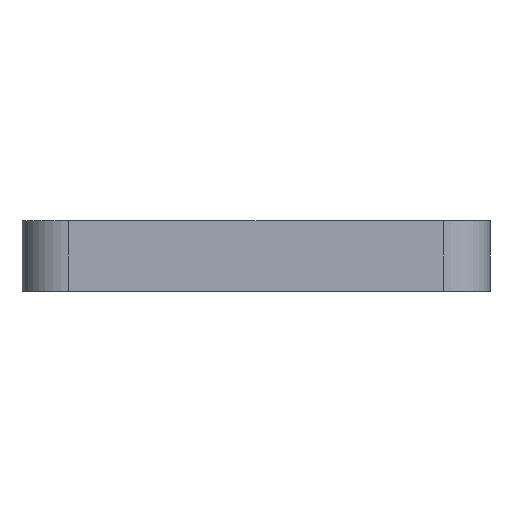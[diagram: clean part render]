
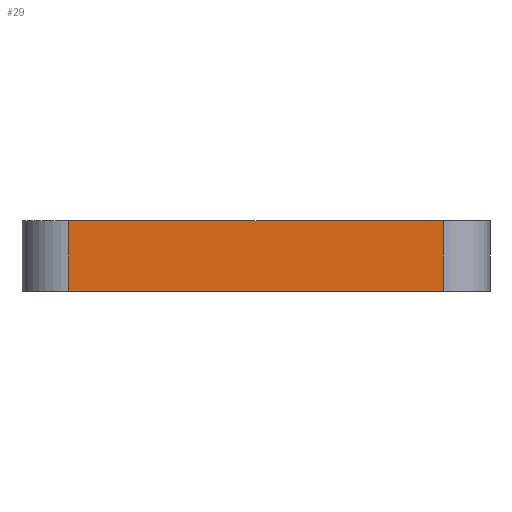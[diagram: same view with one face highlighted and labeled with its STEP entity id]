
A CAD part, front view. The second image highlights one B-rep face of the part: STEP entity #29.
In plain terms, the highlighted planar face has unit normal (0, -1, 0).
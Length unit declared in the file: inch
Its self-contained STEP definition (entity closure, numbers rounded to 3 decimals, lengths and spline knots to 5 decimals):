
#29 = ADVANCED_FACE ( 'NONE', ( #1909 ), #162, .F. ) ;
#76 = VECTOR ( 'NONE', #1825, 39.37008 ) ;
#101 = ORIENTED_EDGE ( 'NONE', *, *, #1992, .F. ) ;
#162 = PLANE ( 'NONE',  #1738 ) ;
#339 = DIRECTION ( 'NONE',  ( 0., 0., 1. ) ) ;
#366 = DIRECTION ( 'NONE',  ( 0., 1., 0. ) ) ;
#426 = LINE ( 'NONE', #1814, #548 ) ;
#548 = VECTOR ( 'NONE', #599, 39.37008 ) ;
#594 = CARTESIAN_POINT ( 'NONE',  ( 1., -1.6875, 0.375 ) ) ;
#599 = DIRECTION ( 'NONE',  ( 0., 0., -1. ) ) ;
#605 = LINE ( 'NONE', #1483, #1951 ) ;
#633 = VERTEX_POINT ( 'NONE', #1487 ) ;
#700 = LINE ( 'NONE', #729, #2129 ) ;
#719 = ORIENTED_EDGE ( 'NONE', *, *, #1486, .F. ) ;
#729 = CARTESIAN_POINT ( 'NONE',  ( -1., -1.6875, 0. ) ) ;
#731 = ORIENTED_EDGE ( 'NONE', *, *, #1282, .F. ) ;
#1091 = EDGE_CURVE ( 'NONE', #1919, #2134, #426, .T. ) ;
#1249 = ORIENTED_EDGE ( 'NONE', *, *, #1091, .F. ) ;
#1282 = EDGE_CURVE ( 'NONE', #2134, #633, #2197, .T. ) ;
#1382 = VERTEX_POINT ( 'NONE', #1910 ) ;
#1403 = DIRECTION ( 'NONE',  ( 0., 0., 1. ) ) ;
#1483 = CARTESIAN_POINT ( 'NONE',  ( 1.06299, -1.6875, 0.375 ) ) ;
#1486 = EDGE_CURVE ( 'NONE', #633, #1382, #700, .T. ) ;
#1487 = CARTESIAN_POINT ( 'NONE',  ( -1., -1.6875, 0. ) ) ;
#1536 = CARTESIAN_POINT ( 'NONE',  ( 1.06299, -1.6875, 0. ) ) ;
#1538 = EDGE_LOOP ( 'NONE', ( #719, #731, #1249, #101 ) ) ;
#1619 = DIRECTION ( 'NONE',  ( 1., 0., 0. ) ) ;
#1738 = AXIS2_PLACEMENT_3D ( 'NONE', #1536, #366, #339 ) ;
#1814 = CARTESIAN_POINT ( 'NONE',  ( 1., -1.6875, 0. ) ) ;
#1825 = DIRECTION ( 'NONE',  ( -1., 0., 0. ) ) ;
#1837 = CARTESIAN_POINT ( 'NONE',  ( 1.06299, -1.6875, 0. ) ) ;
#1909 = FACE_OUTER_BOUND ( 'NONE', #1538, .T. ) ;
#1910 = CARTESIAN_POINT ( 'NONE',  ( -1., -1.6875, 0.375 ) ) ;
#1919 = VERTEX_POINT ( 'NONE', #594 ) ;
#1951 = VECTOR ( 'NONE', #1619, 39.37008 ) ;
#1992 = EDGE_CURVE ( 'NONE', #1382, #1919, #605, .T. ) ;
#2129 = VECTOR ( 'NONE', #1403, 39.37008 ) ;
#2134 = VERTEX_POINT ( 'NONE', #2172 ) ;
#2172 = CARTESIAN_POINT ( 'NONE',  ( 1., -1.6875, 0. ) ) ;
#2197 = LINE ( 'NONE', #1837, #76 ) ;
